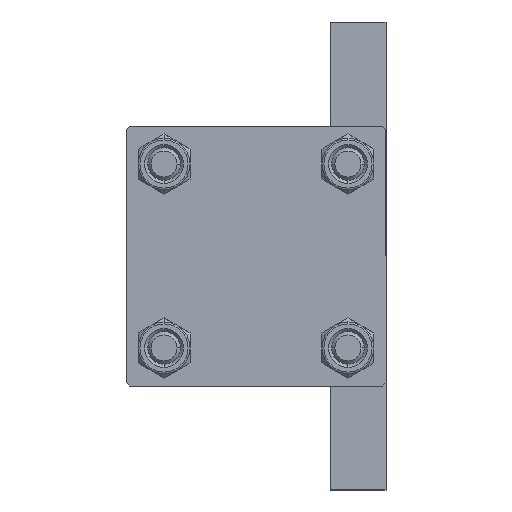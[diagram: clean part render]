
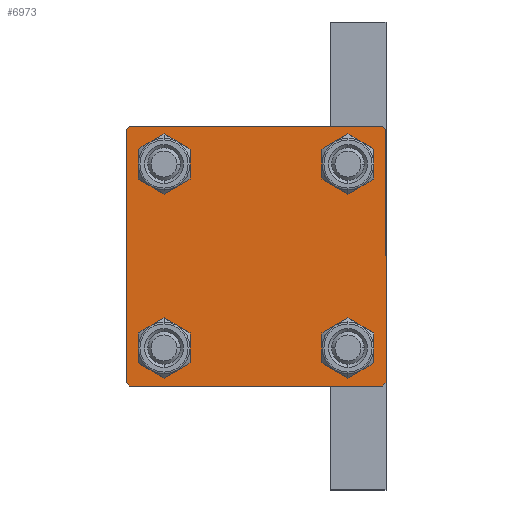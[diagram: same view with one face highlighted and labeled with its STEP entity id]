
A CAD part, left-side view. The second image highlights one B-rep face of the part: STEP entity #6973.
In plain terms, the highlighted planar face has unit normal (-1, 0, 0).
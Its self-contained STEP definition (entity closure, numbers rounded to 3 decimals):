
#244 = LINE ( 'NONE', #7849, #48306 ) ;
#481 = DIRECTION ( 'NONE',  ( 0., -1., 0. ) ) ;
#692 = AXIS2_PLACEMENT_3D ( 'NONE', #16354, #46560, #27421 ) ;
#991 = AXIS2_PLACEMENT_3D ( 'NONE', #44150, #7058, #32624 ) ;
#2017 = VERTEX_POINT ( 'NONE', #33993 ) ;
#2209 = EDGE_CURVE ( 'NONE', #38184, #27101, #34895, .T. ) ;
#2365 = EDGE_CURVE ( 'NONE', #15602, #34580, #244, .T. ) ;
#2420 = CARTESIAN_POINT ( 'NONE',  ( 0., 19.5, 20. ) ) ;
#4045 = CIRCLE ( 'NONE', #11136, 3. ) ;
#4155 = CARTESIAN_POINT ( 'NONE',  ( 0., 19.5, -20. ) ) ;
#4525 = CARTESIAN_POINT ( 'NONE',  ( 0., -19.5, -20. ) ) ;
#4550 = AXIS2_PLACEMENT_3D ( 'NONE', #24267, #31877, #39223 ) ;
#4868 = VERTEX_POINT ( 'NONE', #23732 ) ;
#5780 = AXIS2_PLACEMENT_3D ( 'NONE', #42809, #39364, #9664 ) ;
#6354 = VERTEX_POINT ( 'NONE', #46464 ) ;
#6668 = DIRECTION ( 'NONE',  ( 0., -0.707, -0.707 ) ) ;
#6973 = ADVANCED_FACE ( 'NONE', ( #16387, #16138, #27946, #34808, #42913 ), #9278, .T. ) ;
#7058 = DIRECTION ( 'NONE',  ( 1., 0., 0. ) ) ;
#7677 = VERTEX_POINT ( 'NONE', #21362 ) ;
#7849 = CARTESIAN_POINT ( 'NONE',  ( 0., 20., -20. ) ) ;
#8189 = VECTOR ( 'NONE', #6668, 1000. ) ;
#8287 = VECTOR ( 'NONE', #12434, 1000. ) ;
#8374 = ORIENTED_EDGE ( 'NONE', *, *, #16045, .T. ) ;
#8546 = VERTEX_POINT ( 'NONE', #32374 ) ;
#8840 = EDGE_CURVE ( 'NONE', #6354, #23293, #40692, .T. ) ;
#9278 = PLANE ( 'NONE',  #4550 ) ;
#9583 = CARTESIAN_POINT ( 'NONE',  ( 0., 14.15, -17.15 ) ) ;
#9624 = CIRCLE ( 'NONE', #991, 3. ) ;
#9664 = DIRECTION ( 'NONE',  ( 0., 0., 1. ) ) ;
#10227 = AXIS2_PLACEMENT_3D ( 'NONE', #22994, #18574, #45337 ) ;
#10238 = ORIENTED_EDGE ( 'NONE', *, *, #37134, .T. ) ;
#10271 = VECTOR ( 'NONE', #48515, 1000. ) ;
#10296 = AXIS2_PLACEMENT_3D ( 'NONE', #48404, #11333, #41270 ) ;
#11136 = AXIS2_PLACEMENT_3D ( 'NONE', #43918, #13954, #40213 ) ;
#11333 = DIRECTION ( 'NONE',  ( 1., 0., 0. ) ) ;
#11562 = CIRCLE ( 'NONE', #37427, 3. ) ;
#11874 = CARTESIAN_POINT ( 'NONE',  ( 0., -14.15, 14.15 ) ) ;
#12160 = EDGE_LOOP ( 'NONE', ( #44379, #24378, #17238, #40590, #27774, #20159, #26585, #8374 ) ) ;
#12434 = DIRECTION ( 'NONE',  ( 0., 0.707, -0.707 ) ) ;
#12525 = VERTEX_POINT ( 'NONE', #22242 ) ;
#12938 = CARTESIAN_POINT ( 'NONE',  ( 0., -20., 19.5 ) ) ;
#13041 = VERTEX_POINT ( 'NONE', #2420 ) ;
#13389 = ORIENTED_EDGE ( 'NONE', *, *, #38006, .T. ) ;
#13561 = ORIENTED_EDGE ( 'NONE', *, *, #8840, .T. ) ;
#13954 = DIRECTION ( 'NONE',  ( 1., 0., 0. ) ) ;
#14770 = LINE ( 'NONE', #32715, #8189 ) ;
#14791 = VECTOR ( 'NONE', #43940, 1000. ) ;
#15602 = VERTEX_POINT ( 'NONE', #4155 ) ;
#16045 = EDGE_CURVE ( 'NONE', #13041, #8546, #46556, .T. ) ;
#16138 = FACE_BOUND ( 'NONE', #46288, .T. ) ;
#16354 = CARTESIAN_POINT ( 'NONE',  ( 0., 14.15, -14.15 ) ) ;
#16387 = FACE_BOUND ( 'NONE', #20690, .T. ) ;
#17136 = CARTESIAN_POINT ( 'NONE',  ( 0., -14.15, -11.15 ) ) ;
#17238 = ORIENTED_EDGE ( 'NONE', *, *, #2365, .T. ) ;
#17647 = LINE ( 'NONE', #40238, #14791 ) ;
#18101 = VERTEX_POINT ( 'NONE', #17136 ) ;
#18572 = EDGE_CURVE ( 'NONE', #38184, #4868, #25921, .T. ) ;
#18574 = DIRECTION ( 'NONE',  ( 1., 0., 0. ) ) ;
#18760 = DIRECTION ( 'NONE',  ( 1., 0., 0. ) ) ;
#19133 = AXIS2_PLACEMENT_3D ( 'NONE', #22067, #37272, #44891 ) ;
#19559 = CARTESIAN_POINT ( 'NONE',  ( 0., 19.75, 19.75 ) ) ;
#20159 = ORIENTED_EDGE ( 'NONE', *, *, #18572, .T. ) ;
#20690 = EDGE_LOOP ( 'NONE', ( #10238, #39050 ) ) ;
#21362 = CARTESIAN_POINT ( 'NONE',  ( 0., 14.15, 17.15 ) ) ;
#22067 = CARTESIAN_POINT ( 'NONE',  ( 0., -14.15, -14.15 ) ) ;
#22242 = CARTESIAN_POINT ( 'NONE',  ( 0., -14.15, -17.15 ) ) ;
#22932 = DIRECTION ( 'NONE',  ( 0., 0., 1. ) ) ;
#22994 = CARTESIAN_POINT ( 'NONE',  ( 0., 14.15, 14.15 ) ) ;
#23132 = DIRECTION ( 'NONE',  ( 0., -1., 0. ) ) ;
#23261 = EDGE_CURVE ( 'NONE', #34580, #27101, #17647, .T. ) ;
#23293 = VERTEX_POINT ( 'NONE', #9583 ) ;
#23732 = CARTESIAN_POINT ( 'NONE',  ( 0., -19.5, 20. ) ) ;
#23950 = EDGE_CURVE ( 'NONE', #2017, #46612, #11562, .T. ) ;
#24267 = CARTESIAN_POINT ( 'NONE',  ( 0., 0., 0. ) ) ;
#24378 = ORIENTED_EDGE ( 'NONE', *, *, #46703, .T. ) ;
#25061 = ORIENTED_EDGE ( 'NONE', *, *, #41244, .T. ) ;
#25390 = CIRCLE ( 'NONE', #5780, 3. ) ;
#25692 = ORIENTED_EDGE ( 'NONE', *, *, #45300, .T. ) ;
#25921 = LINE ( 'NONE', #40876, #30329 ) ;
#26585 = ORIENTED_EDGE ( 'NONE', *, *, #41464, .F. ) ;
#26746 = CIRCLE ( 'NONE', #10296, 3. ) ;
#27101 = VERTEX_POINT ( 'NONE', #42385 ) ;
#27330 = CARTESIAN_POINT ( 'NONE',  ( 0., -14.15, 17.15 ) ) ;
#27421 = DIRECTION ( 'NONE',  ( 0., 0., 1. ) ) ;
#27774 = ORIENTED_EDGE ( 'NONE', *, *, #2209, .F. ) ;
#27946 = FACE_BOUND ( 'NONE', #39423, .T. ) ;
#29899 = EDGE_CURVE ( 'NONE', #7677, #41342, #36859, .T. ) ;
#30265 = VECTOR ( 'NONE', #42753, 1000. ) ;
#30329 = VECTOR ( 'NONE', #45051, 1000. ) ;
#30892 = EDGE_CURVE ( 'NONE', #8546, #46574, #45544, .T. ) ;
#31877 = DIRECTION ( 'NONE',  ( -1., 0., 0. ) ) ;
#32374 = CARTESIAN_POINT ( 'NONE',  ( 0., 20., 19.5 ) ) ;
#32611 = EDGE_CURVE ( 'NONE', #12525, #18101, #26746, .T. ) ;
#32624 = DIRECTION ( 'NONE',  ( 0., 0., 1. ) ) ;
#32715 = CARTESIAN_POINT ( 'NONE',  ( 0., 19.75, -19.75 ) ) ;
#32735 = ORIENTED_EDGE ( 'NONE', *, *, #32611, .T. ) ;
#33462 = LINE ( 'NONE', #48436, #48129 ) ;
#33993 = CARTESIAN_POINT ( 'NONE',  ( 0., -14.15, 11.15 ) ) ;
#34580 = VERTEX_POINT ( 'NONE', #4525 ) ;
#34683 = CARTESIAN_POINT ( 'NONE',  ( 0., 20., -19.5 ) ) ;
#34808 = FACE_BOUND ( 'NONE', #37696, .T. ) ;
#34895 = LINE ( 'NONE', #46924, #30265 ) ;
#36488 = ORIENTED_EDGE ( 'NONE', *, *, #29899, .T. ) ;
#36859 = CIRCLE ( 'NONE', #10227, 3. ) ;
#37134 = EDGE_CURVE ( 'NONE', #46612, #2017, #9624, .T. ) ;
#37272 = DIRECTION ( 'NONE',  ( 1., 0., 0. ) ) ;
#37427 = AXIS2_PLACEMENT_3D ( 'NONE', #11874, #18760, #22932 ) ;
#37696 = EDGE_LOOP ( 'NONE', ( #36488, #13389 ) ) ;
#37926 = CARTESIAN_POINT ( 'NONE',  ( 0., 20., 20. ) ) ;
#38006 = EDGE_CURVE ( 'NONE', #41342, #7677, #4045, .T. ) ;
#38184 = VERTEX_POINT ( 'NONE', #12938 ) ;
#39050 = ORIENTED_EDGE ( 'NONE', *, *, #23950, .T. ) ;
#39223 = DIRECTION ( 'NONE',  ( 0., 0., 1. ) ) ;
#39364 = DIRECTION ( 'NONE',  ( 1., 0., 0. ) ) ;
#39423 = EDGE_LOOP ( 'NONE', ( #13561, #25061 ) ) ;
#40213 = DIRECTION ( 'NONE',  ( 0., 0., 1. ) ) ;
#40238 = CARTESIAN_POINT ( 'NONE',  ( 0., -19.75, -19.75 ) ) ;
#40590 = ORIENTED_EDGE ( 'NONE', *, *, #23261, .T. ) ;
#40692 = CIRCLE ( 'NONE', #692, 3. ) ;
#40876 = CARTESIAN_POINT ( 'NONE',  ( 0., -19.75, 19.75 ) ) ;
#41244 = EDGE_CURVE ( 'NONE', #23293, #6354, #25390, .T. ) ;
#41270 = DIRECTION ( 'NONE',  ( 0., 0., 1. ) ) ;
#41342 = VERTEX_POINT ( 'NONE', #47946 ) ;
#41464 = EDGE_CURVE ( 'NONE', #13041, #4868, #33462, .T. ) ;
#42385 = CARTESIAN_POINT ( 'NONE',  ( 0., -20., -19.5 ) ) ;
#42647 = CIRCLE ( 'NONE', #19133, 3. ) ;
#42753 = DIRECTION ( 'NONE',  ( 0., 0., -1. ) ) ;
#42809 = CARTESIAN_POINT ( 'NONE',  ( 0., 14.15, -14.15 ) ) ;
#42913 = FACE_OUTER_BOUND ( 'NONE', #12160, .T. ) ;
#43918 = CARTESIAN_POINT ( 'NONE',  ( 0., 14.15, 14.15 ) ) ;
#43940 = DIRECTION ( 'NONE',  ( 0., -0.707, 0.707 ) ) ;
#44150 = CARTESIAN_POINT ( 'NONE',  ( 0., -14.15, 14.15 ) ) ;
#44379 = ORIENTED_EDGE ( 'NONE', *, *, #30892, .T. ) ;
#44891 = DIRECTION ( 'NONE',  ( 0., 0., 1. ) ) ;
#45051 = DIRECTION ( 'NONE',  ( 0., 0.707, 0.707 ) ) ;
#45300 = EDGE_CURVE ( 'NONE', #18101, #12525, #42647, .T. ) ;
#45337 = DIRECTION ( 'NONE',  ( 0., 0., 1. ) ) ;
#45544 = LINE ( 'NONE', #37926, #10271 ) ;
#46288 = EDGE_LOOP ( 'NONE', ( #25692, #32735 ) ) ;
#46464 = CARTESIAN_POINT ( 'NONE',  ( 0., 14.15, -11.15 ) ) ;
#46556 = LINE ( 'NONE', #19559, #8287 ) ;
#46560 = DIRECTION ( 'NONE',  ( 1., 0., 0. ) ) ;
#46574 = VERTEX_POINT ( 'NONE', #34683 ) ;
#46612 = VERTEX_POINT ( 'NONE', #27330 ) ;
#46703 = EDGE_CURVE ( 'NONE', #46574, #15602, #14770, .T. ) ;
#46924 = CARTESIAN_POINT ( 'NONE',  ( 0., -20., 20. ) ) ;
#47946 = CARTESIAN_POINT ( 'NONE',  ( 0., 14.15, 11.15 ) ) ;
#48129 = VECTOR ( 'NONE', #23132, 1000. ) ;
#48306 = VECTOR ( 'NONE', #481, 1000. ) ;
#48404 = CARTESIAN_POINT ( 'NONE',  ( 0., -14.15, -14.15 ) ) ;
#48436 = CARTESIAN_POINT ( 'NONE',  ( 0., 20., 20. ) ) ;
#48515 = DIRECTION ( 'NONE',  ( 0., 0., -1. ) ) ;
